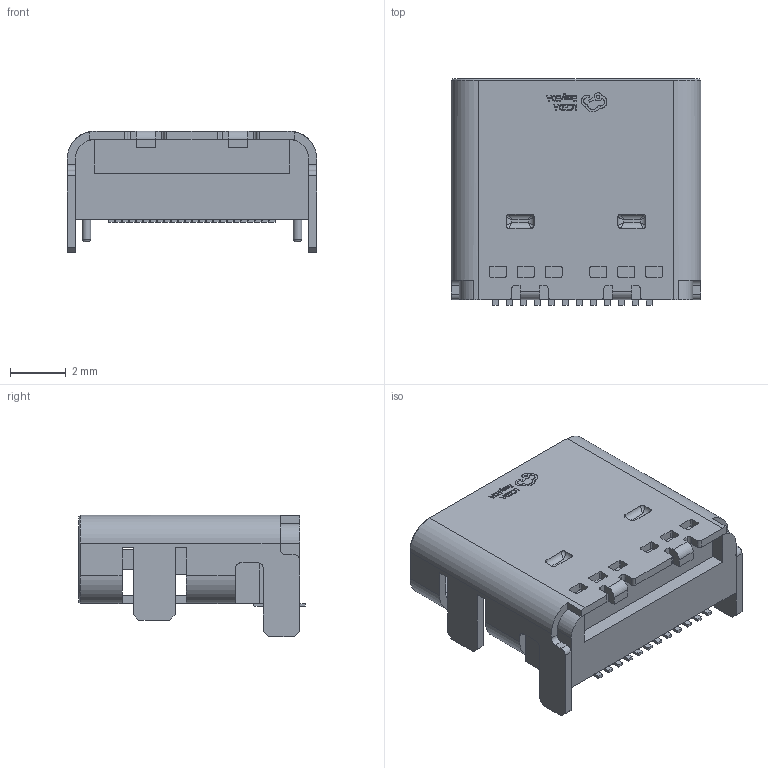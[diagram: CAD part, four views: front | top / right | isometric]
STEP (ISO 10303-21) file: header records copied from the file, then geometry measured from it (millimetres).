
FILE_DESCRIPTION (( 'STEP AP214' ), '1' );
FILE_NAME ('USB-C-SMD_MC-312D-C.step', '2022-07-15T09:16:54', ( '' ), ( '' ), 'SwSTEP 2.0', 'SolidWorks 2020', '' );
FILE_SCHEMA (( 'AUTOMOTIVE_DESIGN' ));
Length unit declared in the file: millimetre
Products named in the file (1): USB-C-SMD_MC-312D-C
Bounding box: 8.94 x 8.1 x 4.35 mm (x, y, z)
Volume: 121.2 mm3; surface area: 561.3 mm2
Topology: 52 solids, 52 shells, 901 faces, 2272 edges, 1466 vertices
Faces by surface type: plane 659, bspline 128, cylinder 102, cone 8, torus 4
Entity records: 38424 total; most frequent: CARTESIAN_POINT 7192, ORIENTED_EDGE 4512, DIRECTION 3752, EDGE_CURVE 2256, LINE 1788, VECTOR 1788, VERTEX_POINT 1466, AXIS2_PLACEMENT_3D 982
